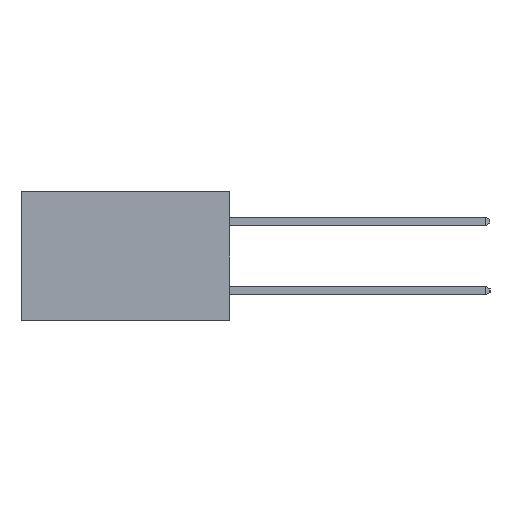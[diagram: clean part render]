
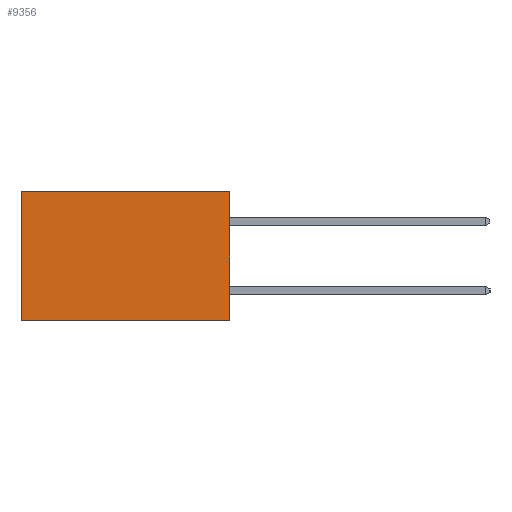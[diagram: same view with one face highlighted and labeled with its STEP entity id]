
A CAD part, left-side view. The second image highlights one B-rep face of the part: STEP entity #9356.
In plain terms, the highlighted planar face has unit normal (-1, 0, 0).
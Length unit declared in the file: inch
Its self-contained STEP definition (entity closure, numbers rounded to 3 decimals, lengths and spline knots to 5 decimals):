
#970 = VERTEX_POINT ( 'NONE', #16440 ) ;
#3046 = VECTOR ( 'NONE', #15803, 39.37008 ) ;
#3158 = AXIS2_PLACEMENT_3D ( 'NONE', #13708, #15066, #6952 ) ;
#3232 = CARTESIAN_POINT ( 'NONE',  ( 0.2615, 0.6, 0. ) ) ;
#3235 = VECTOR ( 'NONE', #14256, 39.37008 ) ;
#4037 = PLANE ( 'NONE',  #3158 ) ;
#4194 = VECTOR ( 'NONE', #6846, 39.37008 ) ;
#5321 = ORIENTED_EDGE ( 'NONE', *, *, #13538, .T. ) ;
#6285 = VERTEX_POINT ( 'NONE', #3232 ) ;
#6590 = EDGE_CURVE ( 'NONE', #6285, #7216, #8393, .T. ) ;
#6846 = DIRECTION ( 'NONE',  ( 0., 0., -1. ) ) ;
#6952 = DIRECTION ( 'NONE',  ( 0., 0., -1. ) ) ;
#7216 = VERTEX_POINT ( 'NONE', #11990 ) ;
#7934 = LINE ( 'NONE', #10191, #3235 ) ;
#8316 = EDGE_CURVE ( 'NONE', #970, #7216, #7934, .T. ) ;
#8393 = LINE ( 'NONE', #16238, #4194 ) ;
#8398 = DIRECTION ( 'NONE',  ( 0., 1., 0. ) ) ;
#8401 = CARTESIAN_POINT ( 'NONE',  ( 0.2615, 0., 0. ) ) ;
#9356 = ADVANCED_FACE ( 'NONE', ( #11595 ), #4037, .F. ) ;
#9665 = EDGE_CURVE ( 'NONE', #16093, #970, #10516, .T. ) ;
#10191 = CARTESIAN_POINT ( 'NONE',  ( 0.2615, 0., -0.37 ) ) ;
#10516 = LINE ( 'NONE', #14472, #3046 ) ;
#10527 = ORIENTED_EDGE ( 'NONE', *, *, #8316, .F. ) ;
#10602 = VECTOR ( 'NONE', #8398, 39.37008 ) ;
#10984 = EDGE_LOOP ( 'NONE', ( #17876, #10527, #16462, #5321 ) ) ;
#11595 = FACE_OUTER_BOUND ( 'NONE', #10984, .T. ) ;
#11990 = CARTESIAN_POINT ( 'NONE',  ( 0.2615, 0.6, -0.37 ) ) ;
#12709 = CARTESIAN_POINT ( 'NONE',  ( 0.2615, 0., 0. ) ) ;
#13538 = EDGE_CURVE ( 'NONE', #16093, #6285, #17301, .T. ) ;
#13708 = CARTESIAN_POINT ( 'NONE',  ( 0.2615, 0., -0.37 ) ) ;
#14256 = DIRECTION ( 'NONE',  ( 0., 1., 0. ) ) ;
#14472 = CARTESIAN_POINT ( 'NONE',  ( 0.2615, 0., -0.37 ) ) ;
#15066 = DIRECTION ( 'NONE',  ( 1., 0., 0. ) ) ;
#15803 = DIRECTION ( 'NONE',  ( 0., 0., -1. ) ) ;
#16093 = VERTEX_POINT ( 'NONE', #8401 ) ;
#16238 = CARTESIAN_POINT ( 'NONE',  ( 0.2615, 0.6, -0.37 ) ) ;
#16440 = CARTESIAN_POINT ( 'NONE',  ( 0.2615, 0., -0.37 ) ) ;
#16462 = ORIENTED_EDGE ( 'NONE', *, *, #9665, .F. ) ;
#17301 = LINE ( 'NONE', #12709, #10602 ) ;
#17876 = ORIENTED_EDGE ( 'NONE', *, *, #6590, .T. ) ;
